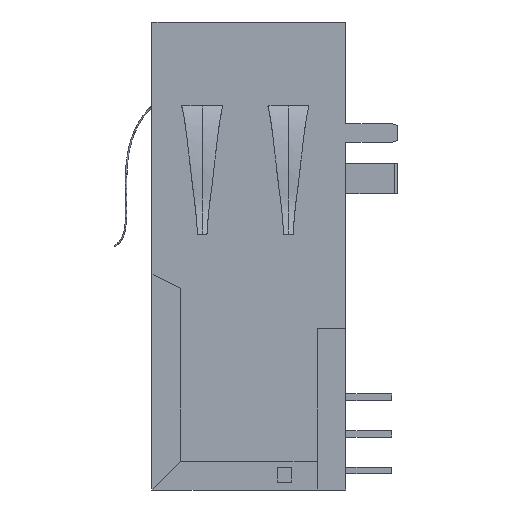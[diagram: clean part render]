
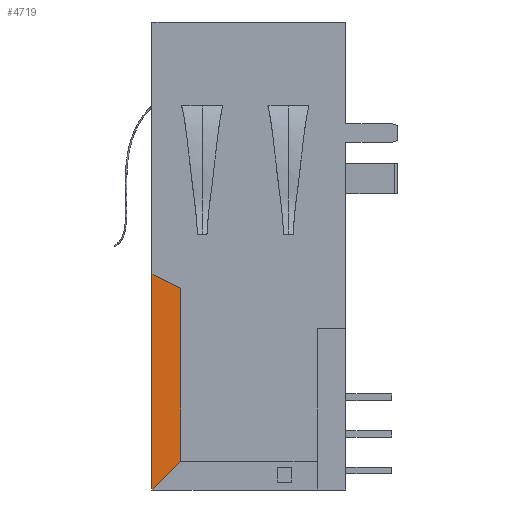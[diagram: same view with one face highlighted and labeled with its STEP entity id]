
A CAD part, left-side view. The second image highlights one B-rep face of the part: STEP entity #4719.
In plain terms, the highlighted planar face has unit normal (-1, 0, 0).
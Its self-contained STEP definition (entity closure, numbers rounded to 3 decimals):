
#159 = VERTEX_POINT ( 'NONE', #3022 ) ;
#178 = VERTEX_POINT ( 'NONE', #2982 ) ;
#909 = PLANE ( 'NONE',  #4565 ) ;
#910 = CARTESIAN_POINT ( 'NONE',  ( -8.3, 6.75, -16.3 ) ) ;
#911 = DIRECTION ( 'NONE',  ( -1., 0., 0. ) ) ;
#912 = DIRECTION ( 'NONE',  ( 0., 0., 1. ) ) ;
#1224 = VECTOR ( 'NONE', #14459, 1000. ) ;
#1719 = VECTOR ( 'NONE', #11485, 1000. ) ;
#2910 = LINE ( 'NONE', #2911, #5931 ) ;
#2911 = CARTESIAN_POINT ( 'NONE',  ( -8.3, 0.744, -4.25 ) ) ;
#2913 = DIRECTION ( 'NONE',  ( 0., -0.895, -0.446 ) ) ;
#2982 = CARTESIAN_POINT ( 'NONE',  ( -8.3, 4.75, -2.253 ) ) ;
#3022 = CARTESIAN_POINT ( 'NONE',  ( -8.3, 6.75, -1.256 ) ) ;
#4565 = AXIS2_PLACEMENT_3D ( 'NONE', #910, #911, #912 ) ;
#4571 = FACE_OUTER_BOUND ( 'NONE', #5506, .T. ) ;
#4719 = ADVANCED_FACE ( 'NONE', ( #4571 ), #909, .T. ) ;
#4783 = EDGE_CURVE ( 'NONE', #178, #11248, #11483, .T. ) ;
#4960 = ORIENTED_EDGE ( 'NONE', *, *, #4999, .T. ) ;
#4961 = ORIENTED_EDGE ( 'NONE', *, *, #10311, .F. ) ;
#4962 = ORIENTED_EDGE ( 'NONE', *, *, #5075, .F. ) ;
#4963 = ORIENTED_EDGE ( 'NONE', *, *, #4783, .F. ) ;
#4999 = EDGE_CURVE ( 'NONE', #11244, #11248, #14457, .T. ) ;
#5075 = EDGE_CURVE ( 'NONE', #159, #178, #2910, .T. ) ;
#5506 = EDGE_LOOP ( 'NONE', ( #4963, #4962, #4961, #4960 ) ) ;
#5848 = VECTOR ( 'NONE', #12897, 1000. ) ;
#5931 = VECTOR ( 'NONE', #2913, 1000. ) ;
#10311 = EDGE_CURVE ( 'NONE', #11244, #159, #12895, .T. ) ;
#10389 = CARTESIAN_POINT ( 'NONE',  ( -8.3, 6.75, -16.3 ) ) ;
#10393 = CARTESIAN_POINT ( 'NONE',  ( -8.3, 4.75, -14.3 ) ) ;
#11244 = VERTEX_POINT ( 'NONE', #10389 ) ;
#11248 = VERTEX_POINT ( 'NONE', #10393 ) ;
#11483 = LINE ( 'NONE', #11484, #1719 ) ;
#11484 = CARTESIAN_POINT ( 'NONE',  ( -8.3, 4.75, -16.3 ) ) ;
#11485 = DIRECTION ( 'NONE',  ( 0., 0., -1. ) ) ;
#12895 = LINE ( 'NONE', #12896, #5848 ) ;
#12896 = CARTESIAN_POINT ( 'NONE',  ( -8.3, 6.75, -16.3 ) ) ;
#12897 = DIRECTION ( 'NONE',  ( 0., 0., 1. ) ) ;
#14457 = LINE ( 'NONE', #14458, #1224 ) ;
#14458 = CARTESIAN_POINT ( 'NONE',  ( -8.3, 6.75, -16.3 ) ) ;
#14459 = DIRECTION ( 'NONE',  ( 0., -0.707, 0.707 ) ) ;
